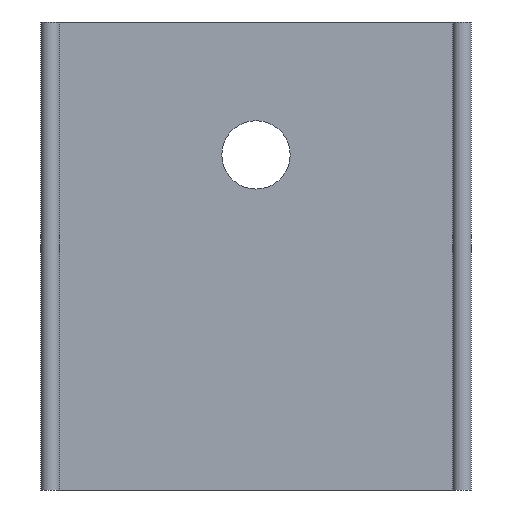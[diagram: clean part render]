
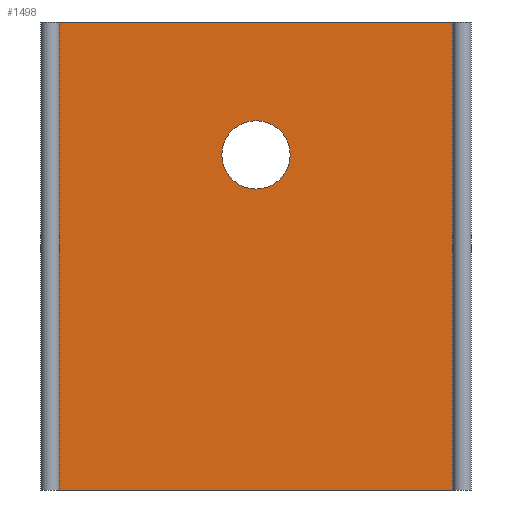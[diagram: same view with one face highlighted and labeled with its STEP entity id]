
A CAD part, front view. The second image highlights one B-rep face of the part: STEP entity #1498.
In plain terms, the highlighted planar face has unit normal (0, -1, 0).
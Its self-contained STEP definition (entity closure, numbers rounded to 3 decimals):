
#171 = ORIENTED_EDGE ( 'NONE', *, *, #380, .T. ) ;
#242 = VECTOR ( 'NONE', #1315, 1000. ) ;
#275 = DIRECTION ( 'NONE',  ( 1., 0., 0. ) ) ;
#354 = AXIS2_PLACEMENT_3D ( 'NONE', #1063, #1488, #1653 ) ;
#380 = EDGE_CURVE ( 'NONE', #1049, #859, #1755, .T. ) ;
#417 = CIRCLE ( 'NONE', #354, 1.825 ) ;
#424 = ORIENTED_EDGE ( 'NONE', *, *, #1057, .F. ) ;
#433 = CARTESIAN_POINT ( 'NONE',  ( -10.5, 1.6, 21.7 ) ) ;
#443 = FACE_OUTER_BOUND ( 'NONE', #1463, .T. ) ;
#453 = CARTESIAN_POINT ( 'NONE',  ( 10.5, 1.6, -3.3 ) ) ;
#508 = CARTESIAN_POINT ( 'NONE',  ( 10.5, 1.6, 21.7 ) ) ;
#539 = VERTEX_POINT ( 'NONE', #1728 ) ;
#541 = CARTESIAN_POINT ( 'NONE',  ( -10.5, 1.6, -3.3 ) ) ;
#556 = AXIS2_PLACEMENT_3D ( 'NONE', #1362, #599, #1822 ) ;
#558 = LINE ( 'NONE', #1339, #242 ) ;
#599 = DIRECTION ( 'NONE',  ( 0., 1., 0. ) ) ;
#606 = PLANE ( 'NONE',  #556 ) ;
#631 = VERTEX_POINT ( 'NONE', #541 ) ;
#656 = CARTESIAN_POINT ( 'NONE',  ( -10.5, 1.6, 21.7 ) ) ;
#681 = VECTOR ( 'NONE', #1298, 1000. ) ;
#703 = CARTESIAN_POINT ( 'NONE',  ( -10.5, 1.6, -3.3 ) ) ;
#728 = VECTOR ( 'NONE', #1325, 1000. ) ;
#859 = VERTEX_POINT ( 'NONE', #508 ) ;
#875 = VERTEX_POINT ( 'NONE', #656 ) ;
#950 = CIRCLE ( 'NONE', #1152, 1.825 ) ;
#967 = VERTEX_POINT ( 'NONE', #1532 ) ;
#974 = ORIENTED_EDGE ( 'NONE', *, *, #1884, .F. ) ;
#1017 = EDGE_CURVE ( 'NONE', #967, #539, #417, .T. ) ;
#1049 = VERTEX_POINT ( 'NONE', #453 ) ;
#1057 = EDGE_CURVE ( 'NONE', #539, #967, #950, .T. ) ;
#1063 = CARTESIAN_POINT ( 'NONE',  ( 0., 1.6, 14.6 ) ) ;
#1073 = CARTESIAN_POINT ( 'NONE',  ( 0., 1.6, 14.6 ) ) ;
#1152 = AXIS2_PLACEMENT_3D ( 'NONE', #1073, #1662, #1516 ) ;
#1159 = LINE ( 'NONE', #433, #1820 ) ;
#1188 = ORIENTED_EDGE ( 'NONE', *, *, #1873, .F. ) ;
#1298 = DIRECTION ( 'NONE',  ( 0., 0., 1. ) ) ;
#1310 = CARTESIAN_POINT ( 'NONE',  ( 10.5, 1.6, -3.3 ) ) ;
#1315 = DIRECTION ( 'NONE',  ( 0., 0., 1. ) ) ;
#1325 = DIRECTION ( 'NONE',  ( 1., 0., 0. ) ) ;
#1339 = CARTESIAN_POINT ( 'NONE',  ( -10.5, 1.6, -3.3 ) ) ;
#1362 = CARTESIAN_POINT ( 'NONE',  ( -10.5, 1.6, -3.3 ) ) ;
#1370 = EDGE_CURVE ( 'NONE', #631, #1049, #1905, .T. ) ;
#1463 = EDGE_LOOP ( 'NONE', ( #171, #1188, #974, #1888 ) ) ;
#1488 = DIRECTION ( 'NONE',  ( 0., -1., 0. ) ) ;
#1498 = ADVANCED_FACE ( 'NONE', ( #443, #1659 ), #606, .F. ) ;
#1516 = DIRECTION ( 'NONE',  ( 1., 0., 0. ) ) ;
#1532 = CARTESIAN_POINT ( 'NONE',  ( -1.825, 1.6, 14.6 ) ) ;
#1574 = ORIENTED_EDGE ( 'NONE', *, *, #1017, .F. ) ;
#1581 = EDGE_LOOP ( 'NONE', ( #424, #1574 ) ) ;
#1653 = DIRECTION ( 'NONE',  ( 1., 0., 0. ) ) ;
#1659 = FACE_BOUND ( 'NONE', #1581, .T. ) ;
#1662 = DIRECTION ( 'NONE',  ( 0., -1., 0. ) ) ;
#1728 = CARTESIAN_POINT ( 'NONE',  ( 1.825, 1.6, 14.6 ) ) ;
#1755 = LINE ( 'NONE', #1310, #681 ) ;
#1820 = VECTOR ( 'NONE', #275, 1000. ) ;
#1822 = DIRECTION ( 'NONE',  ( 1., 0., 0. ) ) ;
#1873 = EDGE_CURVE ( 'NONE', #875, #859, #1159, .T. ) ;
#1884 = EDGE_CURVE ( 'NONE', #631, #875, #558, .T. ) ;
#1888 = ORIENTED_EDGE ( 'NONE', *, *, #1370, .T. ) ;
#1905 = LINE ( 'NONE', #703, #728 ) ;
